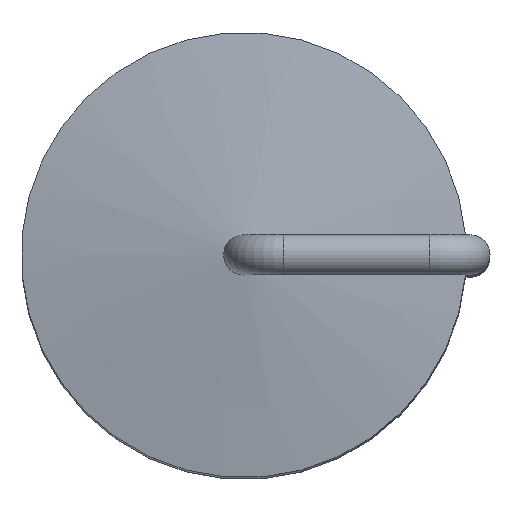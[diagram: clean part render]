
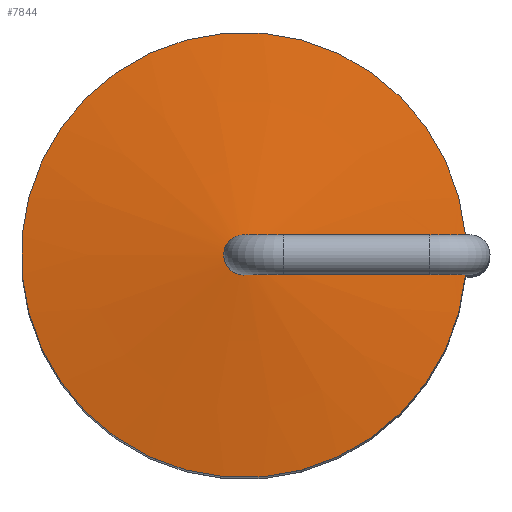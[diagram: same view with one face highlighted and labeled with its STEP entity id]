
A CAD part, top view. The second image highlights one B-rep face of the part: STEP entity #7844.
In plain terms, the highlighted conical face has half-angle 82.064 degrees and reference radius 0.338 mm.
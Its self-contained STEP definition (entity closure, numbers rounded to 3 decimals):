
#168 = VERTEX_POINT('',#169);
#169 = CARTESIAN_POINT('',(4.63,0.,
    25.502));
#183 = EDGE_CURVE('',#168,#184,#186,.T.);
#184 = VERTEX_POINT('',#185);
#185 = CARTESIAN_POINT('',(4.981,-0.439,25.45));
#186 = B_SPLINE_CURVE_WITH_KNOTS('',5,(#187,#188,#189,#190,#191,#192,
    #193,#194,#195,#196,#197,#198,#199,#200,#201,#202,#203,#204,#205,
    #206,#207,#208,#209,#210,#211,#212,#213,#214,#215,#216),
  .UNSPECIFIED.,.F.,.F.,(6,4,4,4,4,4,4,6),(0.,0.105,
    0.22,0.347,0.488,0.64,
    0.802,1.),.UNSPECIFIED.);
#187 = CARTESIAN_POINT('',(4.63,0.,
    25.502));
#188 = CARTESIAN_POINT('',(4.63,-0.017,
    25.502));
#189 = CARTESIAN_POINT('',(4.631,-0.034,
    25.501));
#190 = CARTESIAN_POINT('',(4.632,-0.051,
    25.501));
#191 = CARTESIAN_POINT('',(4.635,-0.067,
    25.501));
#192 = CARTESIAN_POINT('',(4.641,-0.101,
    25.5));
#193 = CARTESIAN_POINT('',(4.645,-0.118,
    25.499));
#194 = CARTESIAN_POINT('',(4.65,-0.134,25.499)
  );
#195 = CARTESIAN_POINT('',(4.655,-0.15,
    25.498));
#196 = CARTESIAN_POINT('',(4.668,-0.181,
    25.496));
#197 = CARTESIAN_POINT('',(4.675,-0.197,
    25.495));
#198 = CARTESIAN_POINT('',(4.683,-0.212,
    25.494));
#199 = CARTESIAN_POINT('',(4.691,-0.227,
    25.492));
#200 = CARTESIAN_POINT('',(4.709,-0.255,
    25.49));
#201 = CARTESIAN_POINT('',(4.719,-0.269,
    25.488));
#202 = CARTESIAN_POINT('',(4.729,-0.283,
    25.487));
#203 = CARTESIAN_POINT('',(4.74,-0.295,
    25.485));
#204 = CARTESIAN_POINT('',(4.763,-0.32,
    25.482));
#205 = CARTESIAN_POINT('',(4.776,-0.332,25.48)
  );
#206 = CARTESIAN_POINT('',(4.788,-0.343,25.478
    ));
#207 = CARTESIAN_POINT('',(4.801,-0.354,
    25.476));
#208 = CARTESIAN_POINT('',(4.829,-0.374,
    25.472));
#209 = CARTESIAN_POINT('',(4.843,-0.383,
    25.47));
#210 = CARTESIAN_POINT('',(4.858,-0.392,
    25.468));
#211 = CARTESIAN_POINT('',(4.872,-0.4,
    25.465));
#212 = CARTESIAN_POINT('',(4.906,-0.415,
    25.461));
#213 = CARTESIAN_POINT('',(4.924,-0.423,25.458)
  );
#214 = CARTESIAN_POINT('',(4.943,-0.429,
    25.455));
#215 = CARTESIAN_POINT('',(4.962,-0.435,
    25.453));
#216 = CARTESIAN_POINT('',(4.981,-0.439,25.45));
#7769 = VERTEX_POINT('',#7770);
#7770 = CARTESIAN_POINT('',(4.981,0.439,25.45));
#7779 = EDGE_CURVE('',#7769,#168,#7780,.T.);
#7780 = B_SPLINE_CURVE_WITH_KNOTS('',6,(#7781,#7782,#7783,#7784,#7785,
    #7786,#7787,#7788,#7789,#7790,#7791,#7792,#7793,#7794,#7795,#7796,
    #7797,#7798,#7799,#7800,#7801,#7802,#7803,#7804,#7805,#7806,#7807,
    #7808,#7809,#7810,#7811,#7812,#7813,#7814,#7815,#7816,#7817),
  .UNSPECIFIED.,.F.,.F.,(7,5,5,5,5,5,5,7),(0.,0.17,
    0.334,0.488,0.63,0.76,
    0.877,1.),.UNSPECIFIED.);
#7781 = CARTESIAN_POINT('',(4.981,0.439,25.45));
#7782 = CARTESIAN_POINT('',(4.967,0.436,
    25.452));
#7783 = CARTESIAN_POINT('',(4.954,0.432,
    25.454));
#7784 = CARTESIAN_POINT('',(4.94,0.428,25.456
    ));
#7785 = CARTESIAN_POINT('',(4.927,0.423,
    25.458));
#7786 = CARTESIAN_POINT('',(4.913,0.418,
    25.46));
#7787 = CARTESIAN_POINT('',(4.888,0.407,
    25.463));
#7788 = CARTESIAN_POINT('',(4.875,0.401,
    25.465));
#7789 = CARTESIAN_POINT('',(4.863,0.394,
    25.467));
#7790 = CARTESIAN_POINT('',(4.85,0.387,
    25.469));
#7791 = CARTESIAN_POINT('',(4.838,0.38,25.47)
  );
#7792 = CARTESIAN_POINT('',(4.815,0.364,25.474
    ));
#7793 = CARTESIAN_POINT('',(4.804,0.356,
    25.476));
#7794 = CARTESIAN_POINT('',(4.793,0.347,
    25.477));
#7795 = CARTESIAN_POINT('',(4.782,0.338,25.479
    ));
#7796 = CARTESIAN_POINT('',(4.771,0.328,
    25.48));
#7797 = CARTESIAN_POINT('',(4.752,0.308,25.483)
  );
#7798 = CARTESIAN_POINT('',(4.742,0.298,
    25.485));
#7799 = CARTESIAN_POINT('',(4.733,0.287,
    25.486));
#7800 = CARTESIAN_POINT('',(4.724,0.276,25.487
    ));
#7801 = CARTESIAN_POINT('',(4.716,0.264,25.489
    ));
#7802 = CARTESIAN_POINT('',(4.7,0.241,
    25.491));
#7803 = CARTESIAN_POINT('',(4.692,0.229,25.492
    ));
#7804 = CARTESIAN_POINT('',(4.685,0.217,
    25.493));
#7805 = CARTESIAN_POINT('',(4.679,0.205,
    25.494));
#7806 = CARTESIAN_POINT('',(4.672,0.191,25.495
    ));
#7807 = CARTESIAN_POINT('',(4.661,0.165,
    25.497));
#7808 = CARTESIAN_POINT('',(4.656,0.153,25.498
    ));
#7809 = CARTESIAN_POINT('',(4.652,0.139,25.498
    ));
#7810 = CARTESIAN_POINT('',(4.648,0.126,
    25.499));
#7811 = CARTESIAN_POINT('',(4.644,0.112,25.499
    ));
#7812 = CARTESIAN_POINT('',(4.637,0.082,
    25.5));
#7813 = CARTESIAN_POINT('',(4.634,0.066,
    25.501));
#7814 = CARTESIAN_POINT('',(4.632,0.05,
    25.501));
#7815 = CARTESIAN_POINT('',(4.631,0.033,
    25.501));
#7816 = CARTESIAN_POINT('',(4.63,0.017,
    25.502));
#7817 = CARTESIAN_POINT('',(4.63,0.,
    25.502));
#7844 = ADVANCED_FACE('',(#7845),#7872,.T.);
#7845 = FACE_BOUND('',#7846,.T.);
#7846 = EDGE_LOOP('',(#7847,#7856,#7862,#7863,#7870,#7871));
#7847 = ORIENTED_EDGE('',*,*,#7848,.F.);
#7848 = EDGE_CURVE('',#7849,#7849,#7851,.T.);
#7849 = VERTEX_POINT('',#7850);
#7850 = CARTESIAN_POINT('',(0.45,0.,26.084));
#7851 = CIRCLE('',#7852,0.45);
#7852 = AXIS2_PLACEMENT_3D('',#7853,#7854,#7855);
#7853 = CARTESIAN_POINT('',(0.,0.,26.084)
  );
#7854 = DIRECTION('',(0.,0.,1.));
#7855 = DIRECTION('',(0.,-1.,0.));
#7856 = ORIENTED_EDGE('',*,*,#7857,.T.);
#7857 = EDGE_CURVE('',#7849,#168,#7858,.T.);
#7858 = LINE('',#7859,#7860);
#7859 = CARTESIAN_POINT('',(0.338,0.,26.1));
#7860 = VECTOR('',#7861,1.);
#7861 = DIRECTION('',(0.99,0.,
    -0.138));
#7862 = ORIENTED_EDGE('',*,*,#7779,.F.);
#7863 = ORIENTED_EDGE('',*,*,#7864,.F.);
#7864 = EDGE_CURVE('',#184,#7769,#7865,.T.);
#7865 = CIRCLE('',#7866,5.);
#7866 = AXIS2_PLACEMENT_3D('',#7867,#7868,#7869);
#7867 = CARTESIAN_POINT('',(0.,0.,25.45));
#7868 = DIRECTION('',(0.,0.,-1.));
#7869 = DIRECTION('',(1.,0.,0.));
#7870 = ORIENTED_EDGE('',*,*,#183,.F.);
#7871 = ORIENTED_EDGE('',*,*,#7857,.F.);
#7872 = CONICAL_SURFACE('',#7873,0.338,1.432);
#7873 = AXIS2_PLACEMENT_3D('',#7874,#7875,#7876);
#7874 = CARTESIAN_POINT('',(0.,0.,26.1));
#7875 = DIRECTION('',(0.,0.,-1.));
#7876 = DIRECTION('',(1.,0.,0.));
